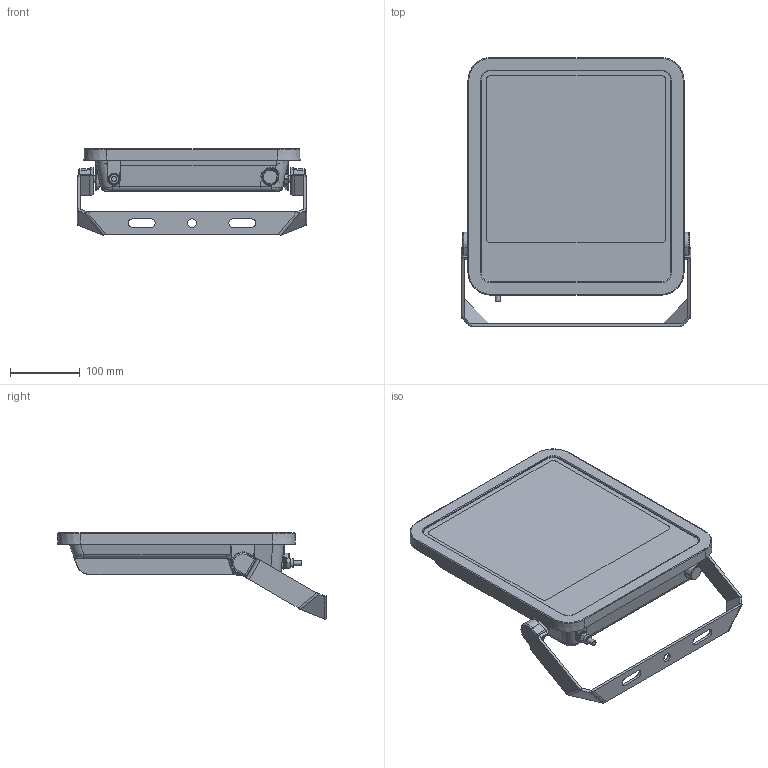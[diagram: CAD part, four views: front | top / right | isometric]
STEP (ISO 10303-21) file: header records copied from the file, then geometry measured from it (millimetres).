
FILE_DESCRIPTION (( 'STEP AP214' ), '1' );
FILE_NAME ('FL_AREA_G2_133W.STEP', '2025-06-17T09:28:28', ( '' ), ( '' ), 'SwSTEP 2.0', 'SolidWorks 2024', '' );
FILE_SCHEMA (( 'AUTOMOTIVE_DESIGN' ));
Length unit declared in the file: millimetre
Products named in the file (1): FL_AREA_G2_133W
Bounding box: 329 x 385.67 x 123.92 mm (x, y, z)
Volume: 1174624.8 mm3; surface area: 763851.6 mm2
Topology: 10 solids, 10 shells, 1022 faces, 2467 edges, 1393 vertices
Faces by surface type: bspline 354, cylinder 319, plane 281, cone 39, torus 17, sphere 12
Full cylindrical faces by diameter (mm): 7.4 x1, 10 x2, 10.5 x2, 12.8 x1, 15.3 x1, 16.8 x1
Entity records: 41806 total; most frequent: CARTESIAN_POINT 21376, ORIENTED_EDGE 4734, DIRECTION 3569, EDGE_CURVE 2367, VERTEX_POINT 1389, AXIS2_PLACEMENT_3D 1319, EDGE_LOOP 1060, FACE_OUTER_BOUND 1032
